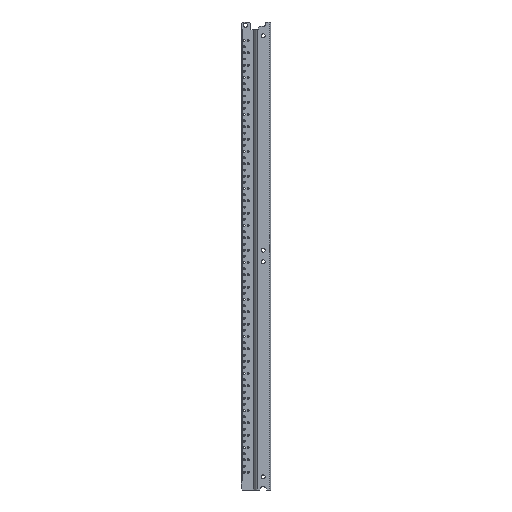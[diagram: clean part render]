
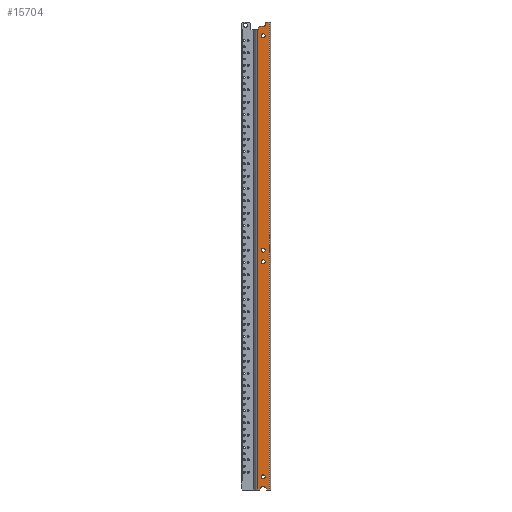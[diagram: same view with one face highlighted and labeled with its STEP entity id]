
A CAD part, front view. The second image highlights one B-rep face of the part: STEP entity #15704.
In plain terms, the highlighted face is planar.
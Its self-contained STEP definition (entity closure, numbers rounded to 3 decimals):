
#5421=DIRECTION('',(0.,-1.,0.));
#5422=VECTOR('',#5421,933.29);
#5423=CARTESIAN_POINT('',(17.,734.79,26.916));
#5424=LINE('',#5423,#5422);
#5428=CARTESIAN_POINT('',(17.,-172.,14.995));
#5429=DIRECTION('',(1.,0.,0.));
#5430=DIRECTION('',(0.,1.,0.));
#5431=AXIS2_PLACEMENT_3D('',#5428,#5429,#5430);
#5436=CARTESIAN_POINT('',(17.,-172.,14.995));
#5437=DIRECTION('',(1.,0.,0.));
#5438=DIRECTION('',(0.,-1.,0.));
#5439=AXIS2_PLACEMENT_3D('',#5436,#5437,#5438);
#5444=CARTESIAN_POINT('',(17.,722.,14.995));
#5445=DIRECTION('',(1.,0.,0.));
#5446=DIRECTION('',(0.,1.,0.));
#5447=AXIS2_PLACEMENT_3D('',#5444,#5445,#5446);
#5452=CARTESIAN_POINT('',(17.,722.,14.995));
#5453=DIRECTION('',(1.,0.,0.));
#5454=DIRECTION('',(0.,-1.,0.));
#5455=AXIS2_PLACEMENT_3D('',#5452,#5453,#5454);
#5460=CARTESIAN_POINT('',(17.,264.,14.995));
#5461=DIRECTION('',(-1.,0.,0.));
#5462=DIRECTION('',(0.,-1.,0.));
#5463=AXIS2_PLACEMENT_3D('',#5460,#5461,#5462);
#5468=CARTESIAN_POINT('',(17.,264.,14.995));
#5469=DIRECTION('',(-1.,0.,0.));
#5470=DIRECTION('',(0.,1.,0.));
#5471=AXIS2_PLACEMENT_3D('',#5468,#5469,#5470);
#5476=CARTESIAN_POINT('',(17.,287.5,14.995));
#5477=DIRECTION('',(-1.,0.,0.));
#5478=DIRECTION('',(0.,-1.,0.));
#5479=AXIS2_PLACEMENT_3D('',#5476,#5477,#5478);
#5484=CARTESIAN_POINT('',(17.,287.5,14.995));
#5485=DIRECTION('',(-1.,0.,0.));
#5486=DIRECTION('',(0.,1.,0.));
#5487=AXIS2_PLACEMENT_3D('',#5484,#5485,#5486);
#5492=DIRECTION('',(0.,0.,1.));
#5493=VECTOR('',#5492,4.52);
#5494=CARTESIAN_POINT('',(17.,-198.5,3.));
#5495=LINE('',#5494,#5493);
#5499=DIRECTION('',(0.,0.844,0.537));
#5500=VECTOR('',#5499,5.287);
#5501=CARTESIAN_POINT('',(17.,-198.5,7.52));
#5502=LINE('',#5501,#5500);
#5506=CARTESIAN_POINT('',(17.,-196.999,14.995));
#5507=DIRECTION('',(1.,0.,0.));
#5508=DIRECTION('',(0.,0.538,-0.843));
#5509=AXIS2_PLACEMENT_3D('',#5506,#5507,#5508);
#5514=DIRECTION('',(0.,-0.844,0.537));
#5515=VECTOR('',#5514,5.287);
#5516=CARTESIAN_POINT('',(17.,-194.04,19.63));
#5517=LINE('',#5516,#5515);
#5521=DIRECTION('',(0.,0.,1.));
#5522=VECTOR('',#5521,4.446);
#5523=CARTESIAN_POINT('',(17.,-198.5,22.47));
#5524=LINE('',#5523,#5522);
#5528=DIRECTION('',(0.,0.,-1.));
#5529=VECTOR('',#5528,1.916);
#5530=CARTESIAN_POINT('',(17.,734.79,26.916));
#5531=LINE('',#5530,#5529);
#5535=DIRECTION('',(0.,0.707,-0.707));
#5536=VECTOR('',#5535,4.243);
#5537=CARTESIAN_POINT('',(17.,738.1,25.));
#5538=LINE('',#5537,#5536);
#5542=CARTESIAN_POINT('',(17.,746.1,15.));
#5543=DIRECTION('',(1.,0.,0.));
#5544=DIRECTION('',(0.,-1.,0.));
#5545=AXIS2_PLACEMENT_3D('',#5542,#5543,#5544);
#5550=DIRECTION('',(0.,0.,-1.));
#5551=VECTOR('',#5550,7.);
#5552=CARTESIAN_POINT('',(17.,750.,10.));
#5553=LINE('',#5552,#5551);
#6053=DIRECTION('',(0.,1.,0.));
#6054=VECTOR('',#6053,948.5);
#6055=CARTESIAN_POINT('',(17.,-198.5,3.));
#6056=LINE('',#6055,#6054);
#9582=DIRECTION('',(0.,-1.,0.));
#9583=VECTOR('',#9582,3.9);
#9584=CARTESIAN_POINT('',(17.,750.,10.));
#9585=LINE('',#9584,#9583);
#9603=DIRECTION('',(0.,0.,1.));
#9604=VECTOR('',#9603,7.);
#9605=CARTESIAN_POINT('',(17.,741.1,15.));
#9606=LINE('',#9605,#9604);
#9624=DIRECTION('',(0.,-1.,0.));
#9625=VECTOR('',#9624,3.31);
#9626=CARTESIAN_POINT('',(17.,738.1,25.));
#9627=LINE('',#9626,#9625);
#10220=CARTESIAN_POINT('',(17.,726.,14.995));
#10221=CARTESIAN_POINT('',(17.,718.,14.995));
#10222=VERTEX_POINT('',#10220);
#10223=VERTEX_POINT('',#10221);
#10224=CARTESIAN_POINT('',(17.,734.79,26.916));
#10225=CARTESIAN_POINT('',(17.,734.79,25.));
#10226=VERTEX_POINT('',#10224);
#10227=VERTEX_POINT('',#10225);
#10228=CARTESIAN_POINT('',(17.,738.1,25.));
#10229=VERTEX_POINT('',#10228);
#10230=CARTESIAN_POINT('',(17.,741.1,22.));
#10231=VERTEX_POINT('',#10230);
#10232=CARTESIAN_POINT('',(17.,741.1,15.));
#10233=VERTEX_POINT('',#10232);
#10234=CARTESIAN_POINT('',(17.,746.1,10.));
#10235=VERTEX_POINT('',#10234);
#10236=CARTESIAN_POINT('',(17.,750.,10.));
#10237=VERTEX_POINT('',#10236);
#10238=CARTESIAN_POINT('',(17.,750.,3.));
#10239=VERTEX_POINT('',#10238);
#11278=CARTESIAN_POINT('',(17.,260.,14.995));
#11279=CARTESIAN_POINT('',(17.,268.,14.995));
#11280=VERTEX_POINT('',#11278);
#11281=VERTEX_POINT('',#11279);
#11282=CARTESIAN_POINT('',(17.,283.5,14.995));
#11283=CARTESIAN_POINT('',(17.,291.5,14.995));
#11284=VERTEX_POINT('',#11282);
#11285=VERTEX_POINT('',#11283);
#11328=CARTESIAN_POINT('',(17.,-198.5,3.));
#11329=CARTESIAN_POINT('',(17.,-198.5,7.52));
#11330=VERTEX_POINT('',#11328);
#11331=VERTEX_POINT('',#11329);
#11332=CARTESIAN_POINT('',(17.,-194.04,10.36));
#11333=VERTEX_POINT('',#11332);
#11334=CARTESIAN_POINT('',(17.,-194.04,19.63));
#11335=VERTEX_POINT('',#11334);
#11336=CARTESIAN_POINT('',(17.,-198.5,22.47));
#11337=VERTEX_POINT('',#11336);
#11338=CARTESIAN_POINT('',(17.,-198.5,26.916));
#11339=VERTEX_POINT('',#11338);
#11340=CARTESIAN_POINT('',(17.,-168.,14.995));
#11341=CARTESIAN_POINT('',(17.,-176.,14.995));
#11342=VERTEX_POINT('',#11340);
#11343=VERTEX_POINT('',#11341);
#15646=CARTESIAN_POINT('',(17.,600.,0.));
#15647=DIRECTION('',(1.,0.,0.));
#15648=DIRECTION('',(0.,-1.,0.));
#15649=AXIS2_PLACEMENT_3D('',#15646,#15647,#15648);
#15650=PLANE('',#15649);
#15652=ORIENTED_EDGE('',*,*,#15651,.F.);
#15654=ORIENTED_EDGE('',*,*,#15653,.T.);
#15656=ORIENTED_EDGE('',*,*,#15655,.T.);
#15658=ORIENTED_EDGE('',*,*,#15657,.T.);
#15660=ORIENTED_EDGE('',*,*,#15659,.T.);
#15662=ORIENTED_EDGE('',*,*,#15661,.T.);
#15663=ORIENTED_EDGE('',*,*,#15636,.F.);
#15665=ORIENTED_EDGE('',*,*,#15664,.T.);
#15667=ORIENTED_EDGE('',*,*,#15666,.F.);
#15669=ORIENTED_EDGE('',*,*,#15668,.T.);
#15671=ORIENTED_EDGE('',*,*,#15670,.F.);
#15673=ORIENTED_EDGE('',*,*,#15672,.T.);
#15675=ORIENTED_EDGE('',*,*,#15674,.F.);
#15677=ORIENTED_EDGE('',*,*,#15676,.T.);
#15678=EDGE_LOOP('',(#15652,#15654,#15656,#15658,#15660,#15662,#15663,#15665,
#15667,#15669,#15671,#15673,#15675,#15677));
#15679=FACE_OUTER_BOUND('',#15678,.F.);
#15681=ORIENTED_EDGE('',*,*,#15680,.T.);
#15683=ORIENTED_EDGE('',*,*,#15682,.T.);
#15684=EDGE_LOOP('',(#15681,#15683));
#15685=FACE_BOUND('',#15684,.F.);
#15687=ORIENTED_EDGE('',*,*,#15686,.F.);
#15689=ORIENTED_EDGE('',*,*,#15688,.F.);
#15690=EDGE_LOOP('',(#15687,#15689));
#15691=FACE_BOUND('',#15690,.F.);
#15693=ORIENTED_EDGE('',*,*,#15692,.F.);
#15695=ORIENTED_EDGE('',*,*,#15694,.F.);
#15696=EDGE_LOOP('',(#15693,#15695));
#15697=FACE_BOUND('',#15696,.F.);
#15699=ORIENTED_EDGE('',*,*,#15698,.T.);
#15701=ORIENTED_EDGE('',*,*,#15700,.T.);
#15702=EDGE_LOOP('',(#15699,#15701));
#15703=FACE_BOUND('',#15702,.F.);
#5432=CIRCLE('',#5431,4.);
#5440=CIRCLE('',#5439,4.);
#5448=CIRCLE('',#5447,4.);
#5456=CIRCLE('',#5455,4.);
#5464=CIRCLE('',#5463,4.);
#5472=CIRCLE('',#5471,4.);
#5480=CIRCLE('',#5479,4.);
#5488=CIRCLE('',#5487,4.);
#5510=CIRCLE('',#5509,5.499);
#5546=CIRCLE('',#5545,5.);
#15636=EDGE_CURVE('',#10226,#11339,#5424,.T.);
#15651=EDGE_CURVE('',#11330,#10239,#6056,.T.);
#15653=EDGE_CURVE('',#11330,#11331,#5495,.T.);
#15655=EDGE_CURVE('',#11331,#11333,#5502,.T.);
#15657=EDGE_CURVE('',#11333,#11335,#5510,.T.);
#15659=EDGE_CURVE('',#11335,#11337,#5517,.T.);
#15661=EDGE_CURVE('',#11337,#11339,#5524,.T.);
#15664=EDGE_CURVE('',#10226,#10227,#5531,.T.);
#15666=EDGE_CURVE('',#10229,#10227,#9627,.T.);
#15668=EDGE_CURVE('',#10229,#10231,#5538,.T.);
#15670=EDGE_CURVE('',#10233,#10231,#9606,.T.);
#15672=EDGE_CURVE('',#10233,#10235,#5546,.T.);
#15674=EDGE_CURVE('',#10237,#10235,#9585,.T.);
#15676=EDGE_CURVE('',#10237,#10239,#5553,.T.);
#15680=EDGE_CURVE('',#10222,#10223,#5448,.T.);
#15682=EDGE_CURVE('',#10223,#10222,#5456,.T.);
#15686=EDGE_CURVE('',#11280,#11281,#5464,.T.);
#15688=EDGE_CURVE('',#11281,#11280,#5472,.T.);
#15692=EDGE_CURVE('',#11284,#11285,#5480,.T.);
#15694=EDGE_CURVE('',#11285,#11284,#5488,.T.);
#15698=EDGE_CURVE('',#11342,#11343,#5432,.T.);
#15700=EDGE_CURVE('',#11343,#11342,#5440,.T.);
#15704=ADVANCED_FACE('',(#15679,#15685,#15691,#15697,#15703),#15650,.T.);
